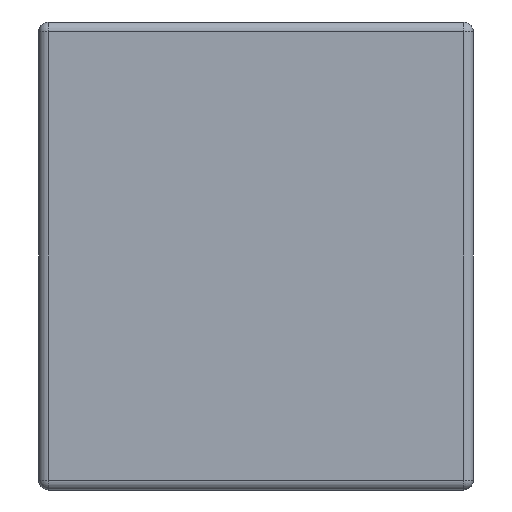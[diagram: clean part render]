
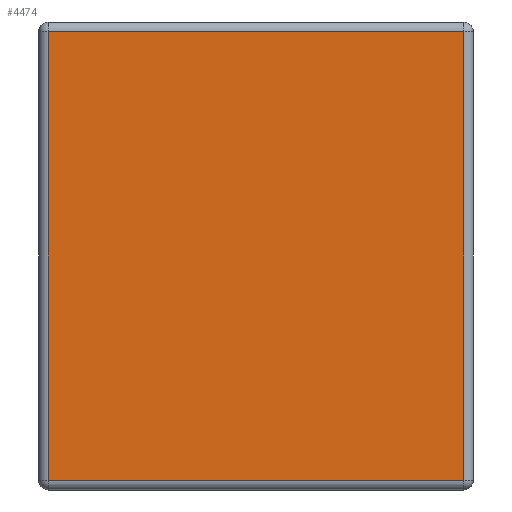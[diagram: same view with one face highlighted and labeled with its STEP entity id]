
A CAD part, left-side view. The second image highlights one B-rep face of the part: STEP entity #4474.
In plain terms, the highlighted planar face has unit normal (-1, 0, 0).
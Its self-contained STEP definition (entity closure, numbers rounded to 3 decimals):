
#291 = VECTOR ( 'NONE', #2719, 1000. ) ;
#418 = ORIENTED_EDGE ( 'NONE', *, *, #1804, .T. ) ;
#465 = LINE ( 'NONE', #4428, #3186 ) ;
#592 = LINE ( 'NONE', #1693, #291 ) ;
#668 = ORIENTED_EDGE ( 'NONE', *, *, #961, .T. ) ;
#912 = VERTEX_POINT ( 'NONE', #4571 ) ;
#961 = EDGE_CURVE ( 'NONE', #1136, #2729, #592, .T. ) ;
#1031 = DIRECTION ( 'NONE',  ( 0., 1., 0. ) ) ;
#1136 = VERTEX_POINT ( 'NONE', #2953 ) ;
#1289 = CARTESIAN_POINT ( 'NONE',  ( 0., 0.635, -0.7 ) ) ;
#1415 = ORIENTED_EDGE ( 'NONE', *, *, #1736, .T. ) ;
#1630 = ORIENTED_EDGE ( 'NONE', *, *, #2176, .T. ) ;
#1693 = CARTESIAN_POINT ( 'NONE',  ( 0., 0., -0.685 ) ) ;
#1736 = EDGE_CURVE ( 'NONE', #3883, #1136, #1999, .T. ) ;
#1804 = EDGE_CURVE ( 'NONE', #912, #3883, #3949, .T. ) ;
#1822 = DIRECTION ( 'NONE',  ( -1., 0., 0. ) ) ;
#1999 = LINE ( 'NONE', #1289, #2355 ) ;
#2016 = EDGE_LOOP ( 'NONE', ( #668, #1630, #418, #1415 ) ) ;
#2063 = CARTESIAN_POINT ( 'NONE',  ( 0., 0.65, -0.015 ) ) ;
#2176 = EDGE_CURVE ( 'NONE', #2729, #912, #465, .T. ) ;
#2193 = CARTESIAN_POINT ( 'NONE',  ( 0., 0., 0. ) ) ;
#2211 = DIRECTION ( 'NONE',  ( 0., 0., 1. ) ) ;
#2344 = DIRECTION ( 'NONE',  ( 0., 0., -1. ) ) ;
#2355 = VECTOR ( 'NONE', #2344, 1000. ) ;
#2682 = CARTESIAN_POINT ( 'NONE',  ( 0., 0.015, -0.685 ) ) ;
#2719 = DIRECTION ( 'NONE',  ( 0., -1., 0. ) ) ;
#2729 = VERTEX_POINT ( 'NONE', #2682 ) ;
#2953 = CARTESIAN_POINT ( 'NONE',  ( 0., 0.635, -0.685 ) ) ;
#2994 = DIRECTION ( 'NONE',  ( 0., 0., 1. ) ) ;
#3186 = VECTOR ( 'NONE', #2211, 1000. ) ;
#3479 = AXIS2_PLACEMENT_3D ( 'NONE', #2193, #1822, #2994 ) ;
#3690 = PLANE ( 'NONE',  #3479 ) ;
#3883 = VERTEX_POINT ( 'NONE', #4291 ) ;
#3949 = LINE ( 'NONE', #2063, #4580 ) ;
#4090 = FACE_OUTER_BOUND ( 'NONE', #2016, .T. ) ;
#4291 = CARTESIAN_POINT ( 'NONE',  ( 0., 0.635, -0.015 ) ) ;
#4428 = CARTESIAN_POINT ( 'NONE',  ( 0., 0.015, 0. ) ) ;
#4474 = ADVANCED_FACE ( 'NONE', ( #4090 ), #3690, .T. ) ;
#4571 = CARTESIAN_POINT ( 'NONE',  ( 0., 0.015, -0.015 ) ) ;
#4580 = VECTOR ( 'NONE', #1031, 1000. ) ;
